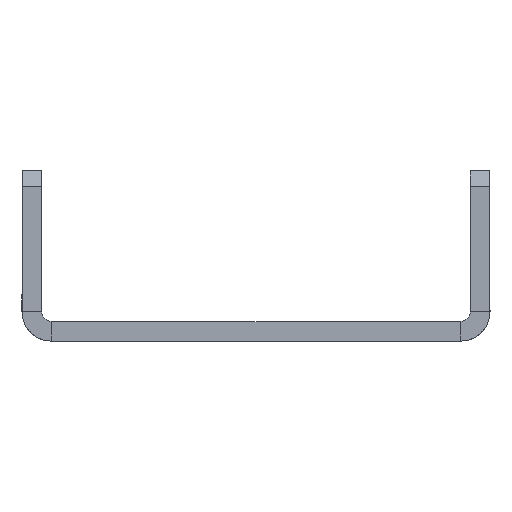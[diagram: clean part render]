
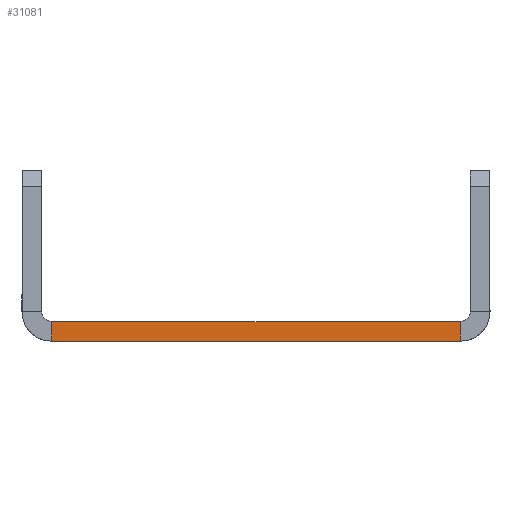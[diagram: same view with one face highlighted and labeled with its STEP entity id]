
A CAD part, front view. The second image highlights one B-rep face of the part: STEP entity #31081.
In plain terms, the highlighted planar face has unit normal (0, -1, 0).
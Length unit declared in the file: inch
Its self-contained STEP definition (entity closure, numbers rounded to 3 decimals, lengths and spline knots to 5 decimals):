
#2885=FACE_OUTER_BOUND('',#4467,.T.);
#4467=EDGE_LOOP('',(#20779,#20780,#20781,#20782));
#6399=LINE('',#45320,#9643);
#6400=LINE('',#45322,#9644);
#6401=LINE('',#45324,#9645);
#6402=LINE('',#45325,#9646);
#9643=VECTOR('',#35816,39.37008);
#9644=VECTOR('',#35817,39.37008);
#9645=VECTOR('',#35818,39.37008);
#9646=VECTOR('',#35819,39.37008);
#12887=VERTEX_POINT('',#45318);
#12888=VERTEX_POINT('',#45319);
#12889=VERTEX_POINT('',#45321);
#12890=VERTEX_POINT('',#45323);
#16031=EDGE_CURVE('',#12887,#12888,#6399,.T.);
#16032=EDGE_CURVE('',#12889,#12887,#6400,.T.);
#16033=EDGE_CURVE('',#12889,#12890,#6401,.T.);
#16034=EDGE_CURVE('',#12890,#12888,#6402,.T.);
#20779=ORIENTED_EDGE('',*,*,#16031,.F.);
#20780=ORIENTED_EDGE('',*,*,#16032,.F.);
#20781=ORIENTED_EDGE('',*,*,#16033,.T.);
#20782=ORIENTED_EDGE('',*,*,#16034,.T.);
#30275=PLANE('',#32683);
#31081=ADVANCED_FACE('',(#2885),#30275,.F.);
#32683=AXIS2_PLACEMENT_3D('',#45317,#35814,#35815);
#35814=DIRECTION('center_axis',(0.,1.,0.));
#35815=DIRECTION('ref_axis',(0.,0.,1.));
#35816=DIRECTION('',(0.,0.,-1.));
#35817=DIRECTION('',(1.,0.,0.));
#35818=DIRECTION('',(0.,0.,-1.));
#35819=DIRECTION('',(1.,0.,0.));
#45317=CARTESIAN_POINT('Origin',(-0.75,-8.75,0.06299));
#45318=CARTESIAN_POINT('',(0.65501,-8.75,0.06299));
#45319=CARTESIAN_POINT('',(0.65501,-8.75,0.));
#45320=CARTESIAN_POINT('',(0.65501,-8.75,0.06299));
#45321=CARTESIAN_POINT('',(-0.65501,-8.75,0.06299));
#45322=CARTESIAN_POINT('',(-0.75,-8.75,0.06299));
#45323=CARTESIAN_POINT('',(-0.65501,-8.75,0.));
#45324=CARTESIAN_POINT('',(-0.65501,-8.75,0.06299));
#45325=CARTESIAN_POINT('',(-0.75,-8.75,0.));
